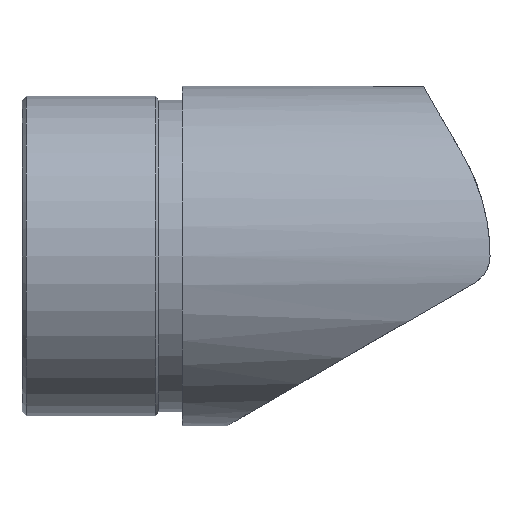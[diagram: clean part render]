
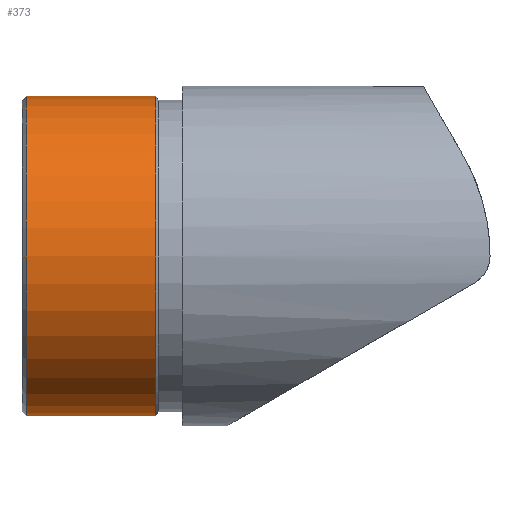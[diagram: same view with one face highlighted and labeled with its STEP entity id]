
A CAD part, front view. The second image highlights one B-rep face of the part: STEP entity #373.
In plain terms, the highlighted cylindrical face has radius 23.9 mm (diameter 47.8 mm), a full revolution.
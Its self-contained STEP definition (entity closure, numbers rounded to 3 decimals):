
#373=ADVANCED_FACE('',(#680,#682),#684,.T.);
#680=FACE_OUTER_BOUND('',#681,.T.);
#681=EDGE_LOOP('',(#928));
#682=FACE_OUTER_BOUND('',#683,.T.);
#683=EDGE_LOOP('',(#929));
#684=CYLINDRICAL_SURFACE('',#685,23.9);
#685=AXIS2_PLACEMENT_3D('',#686,#687,#688);
#686=CARTESIAN_POINT('',(0.6,0.,0.));
#687=DIRECTION('',(1.,0.,0.));
#688=DIRECTION('',(0.,1.,0.));
#928=ORIENTED_EDGE('',*,*,#1043,.F.);
#929=ORIENTED_EDGE('',*,*,#1035,.T.);
#1035=EDGE_CURVE('',#1214,#1214,#1215,.T.);
#1043=EDGE_CURVE('',#1226,#1226,#1227,.T.);
#1214=VERTEX_POINT('',#3360);
#1215=CIRCLE('',#3361,23.9);
#1226=VERTEX_POINT('',#3560);
#1227=CIRCLE('',#3561,23.9);
#3360=CARTESIAN_POINT('',(0.6,23.9,0.));
#3361=AXIS2_PLACEMENT_3D('',#3362,#3363,#3364);
#3362=CARTESIAN_POINT('',(0.6,0.,0.));
#3363=DIRECTION('',(1.,0.,0.));
#3364=DIRECTION('',(0.,1.,0.));
#3560=CARTESIAN_POINT('',(20.,23.9,0.));
#3561=AXIS2_PLACEMENT_3D('',#3562,#3563,#3564);
#3562=CARTESIAN_POINT('',(20.,0.,0.));
#3563=DIRECTION('',(1.,0.,0.));
#3564=DIRECTION('',(0.,1.,0.));
